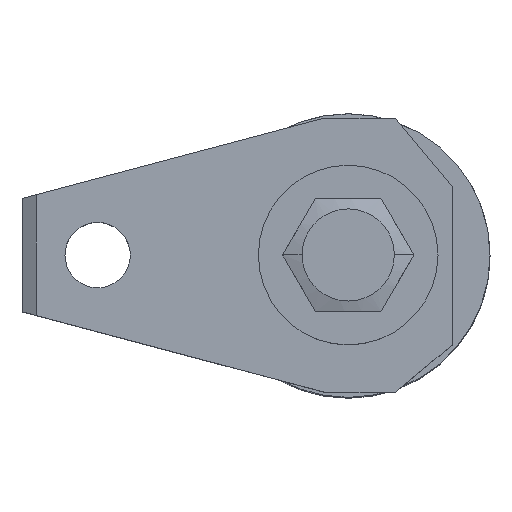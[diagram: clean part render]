
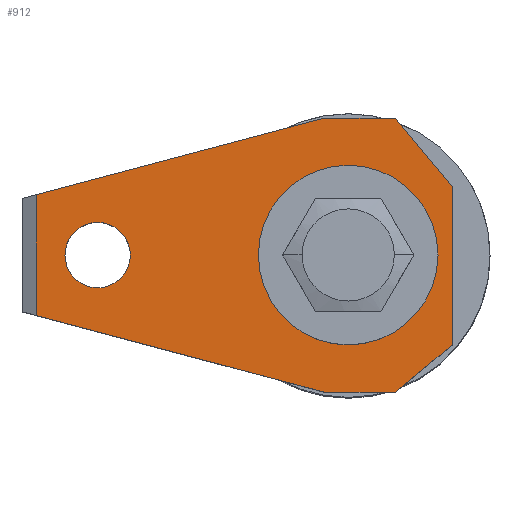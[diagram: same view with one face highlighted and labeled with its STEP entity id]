
A CAD part, top view. The second image highlights one B-rep face of the part: STEP entity #912.
In plain terms, the highlighted planar face has unit normal (0, 0, 1).
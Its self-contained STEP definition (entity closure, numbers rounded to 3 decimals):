
#392=EDGE_CURVE('',#664,#466,#1025,.T.);
#394=EDGE_CURVE('',#788,#464,#1027,.T.);
#414=VERTEX_POINT('',#1050);
#464=VERTEX_POINT('',#1107);
#466=VERTEX_POINT('',#1109);
#484=VERTEX_POINT('',#1132);
#492=EDGE_CURVE('',#414,#792,#1141,.T.);
#538=VERTEX_POINT('',#1190);
#544=EDGE_CURVE('',#710,#758,#1197,.T.);
#616=EDGE_CURVE('',#754,#484,#1282,.T.);
#626=EDGE_CURVE('',#758,#466,#1293,.T.);
#640=EDGE_CURVE('',#464,#788,#1309,.T.);
#664=VERTEX_POINT('',#1334);
#666=EDGE_CURVE('',#664,#794,#1336,.T.);
#686=EDGE_CURVE('',#484,#538,#1356,.T.);
#710=VERTEX_POINT('',#1382);
#744=EDGE_CURVE('',#794,#754,#1418,.T.);
#754=VERTEX_POINT('',#1428);
#758=VERTEX_POINT('',#1432);
#788=VERTEX_POINT('',#1466);
#792=VERTEX_POINT('',#1471);
#794=VERTEX_POINT('',#1473);
#832=EDGE_CURVE('',#792,#414,#1515,.T.);
#888=EDGE_CURVE('',#538,#710,#1578,.T.);
#912=ADVANCED_FACE('',(#1604,#1605,#1606),#1607,.T.);
#1025=LINE('',#1727,#1728);
#1027=CIRCLE('',#1731,8.0);
#1050=CARTESIAN_POINT('',(-59.918,0.,158.0));
#1107=CARTESIAN_POINT('',(-8.0,0.,158.0));
#1109=CARTESIAN_POINT('',(22.0,-19.0,158.0));
#1132=CARTESIAN_POINT('',(-66.004,12.796,158.0));
#1141=CIRCLE('',#1879,6.917);
#1190=CARTESIAN_POINT('',(-66.004,-12.796,158.0));
#1197=LINE('',#1973,#1974);
#1282=LINE('',#2098,#2099);
#1293=LINE('',#2117,#2118);
#1309=CIRCLE('',#2139,8.0);
#1334=CARTESIAN_POINT('',(22.0,14.6,158.0));
#1336=LINE('',#2176,#2177);
#1356=LINE('',#2205,#2206);
#1382=CARTESIAN_POINT('',(-5.0,-29.0,158.0));
#1418=LINE('',#2288,#2289);
#1428=CARTESIAN_POINT('',(-5.0,29.0,158.0));
#1432=CARTESIAN_POINT('',(10.0,-29.0,158.0));
#1466=CARTESIAN_POINT('',(8.0,0.,158.0));
#1471=CARTESIAN_POINT('',(-46.083,0.0,158.0));
#1473=CARTESIAN_POINT('',(10.0,29.0,158.0));
#1515=CIRCLE('',#2433,6.917);
#1578=LINE('',#2517,#2518);
#1604=FACE_BOUND('',#2556,.T.);
#1605=FACE_OUTER_BOUND('',#2557,.T.);
#1606=FACE_BOUND('',#2558,.T.);
#1607=PLANE('',#2559);
#1727=CARTESIAN_POINT('',(22.0,0.,158.0));
#1728=VECTOR('',#2712,1.0);
#1731=AXIS2_PLACEMENT_3D('',#2713,#2714,#2715);
#1879=AXIS2_PLACEMENT_3D('',#2885,#2886,#2887);
#1973=CARTESIAN_POINT('',(22.0,-29.0,158.0));
#1974=VECTOR('',#2941,1.0);
#2098=CARTESIAN_POINT('',(-37.089,20.476,158.0));
#2099=VECTOR('',#3054,1.0);
#2117=CARTESIAN_POINT('',(-5.296,-41.747,158.0));
#2118=VECTOR('',#3064,1.0);
#2139=AXIS2_PLACEMENT_3D('',#3083,#3084,#3085);
#2176=CARTESIAN_POINT('',(7.557,31.932,158.0));
#2177=VECTOR('',#3106,1.0);
#2205=CARTESIAN_POINT('',(-66.004,0.,158.0));
#2206=VECTOR('',#3118,1.0);
#2288=CARTESIAN_POINT('',(22.0,29.0,158.0));
#2289=VECTOR('',#3171,1.0);
#2433=AXIS2_PLACEMENT_3D('',#3247,#3248,#3249);
#2517=CARTESIAN_POINT('',(-69.089,-11.976,158.0));
#2518=VECTOR('',#3323,1.0);
#2556=EDGE_LOOP('',(#3352,#3353));
#2557=EDGE_LOOP('',(#3354,#3355,#3356,#3357,#3358,#3359,#3360,#3361));
#2558=EDGE_LOOP('',(#3362,#3363));
#2559=AXIS2_PLACEMENT_3D('',#3364,#3365,#3366);
#2712=DIRECTION('',(0.0,-1.0,0.));
#2713=CARTESIAN_POINT('',(0.,0.,158.0));
#2714=DIRECTION('',(0.0,0.,-1.0));
#2715=DIRECTION('',(1.0,0.,0.));
#2885=CARTESIAN_POINT('',(-53.0,0.0,158.0));
#2886=DIRECTION('',(0.0,0.,-1.0));
#2887=DIRECTION('',(1.0,0.0,0.0));
#2941=DIRECTION('',(1.0,0.0,0.0));
#3054=DIRECTION('',(-0.966,-0.257,0.));
#3064=DIRECTION('',(0.768,0.64,0.));
#3083=CARTESIAN_POINT('',(0.,0.,158.0));
#3084=DIRECTION('',(0.0,0.,-1.0));
#3085=DIRECTION('',(1.0,0.,0.));
#3106=DIRECTION('',(-0.64,0.768,0.));
#3118=DIRECTION('',(0.0,-1.0,0.));
#3171=DIRECTION('',(-1.0,0.0,0.0));
#3247=CARTESIAN_POINT('',(-53.0,0.0,158.0));
#3248=DIRECTION('',(0.0,0.,-1.0));
#3249=DIRECTION('',(1.0,0.0,0.0));
#3323=DIRECTION('',(0.966,-0.257,0.));
#3352=ORIENTED_EDGE('',*,*,#394,.T.);
#3353=ORIENTED_EDGE('',*,*,#640,.T.);
#3354=ORIENTED_EDGE('',*,*,#616,.T.);
#3355=ORIENTED_EDGE('',*,*,#686,.T.);
#3356=ORIENTED_EDGE('',*,*,#888,.T.);
#3357=ORIENTED_EDGE('',*,*,#544,.T.);
#3358=ORIENTED_EDGE('',*,*,#626,.T.);
#3359=ORIENTED_EDGE('',*,*,#392,.F.);
#3360=ORIENTED_EDGE('',*,*,#666,.T.);
#3361=ORIENTED_EDGE('',*,*,#744,.T.);
#3362=ORIENTED_EDGE('',*,*,#832,.T.);
#3363=ORIENTED_EDGE('',*,*,#492,.T.);
#3364=CARTESIAN_POINT('',(-66.004,0.,158.0));
#3365=DIRECTION('',(0.0,0.,1.0));
#3366=DIRECTION('',(0.0,-1.0,0.));
